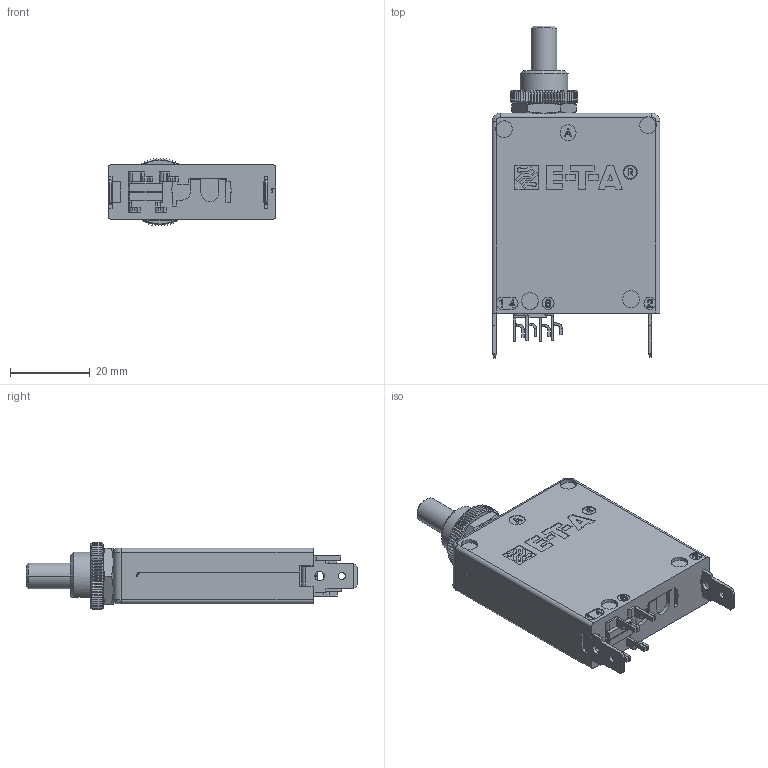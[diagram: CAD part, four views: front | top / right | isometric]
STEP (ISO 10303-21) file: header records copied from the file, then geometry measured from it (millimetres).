
FILE_DESCRIPTION((''),'2;1');
FILE_NAME('DUMMY_3400-IG2-P10-SI','2020-01-10T13:30:38',('fwinkler'),(''),'CREO PARAMETRIC BY PTC INC, 2017260','CREO PARAMETRIC BY PTC INC, 2017260','');
FILE_SCHEMA(('AUTOMOTIVE_DESIGN { 1 0 10303 214 1 1 1 1 }'));
Length unit declared in the file: millimetre
Products named in the file (1): DUMMY_3400-IG2-P10-SI
Bounding box: 42 x 83 x 16.99 mm (x, y, z)
Volume: 30767 mm3; surface area: 9440.3 mm2
Topology: 3 solids, 7 shells, 1216 faces, 3232 edges, 2104 vertices
Faces by surface type: plane 827, cylinder 204, extrusion 145, cone 29, torus 7, bspline 4
Entity records: 39599 total; most frequent: CARTESIAN_POINT 9831, ORIENTED_EDGE 6464, DIRECTION 5382, EDGE_CURVE 3232, VECTOR 2274, LINE 2129, VERTEX_POINT 2104, AXIS2_PLACEMENT_3D 1554
